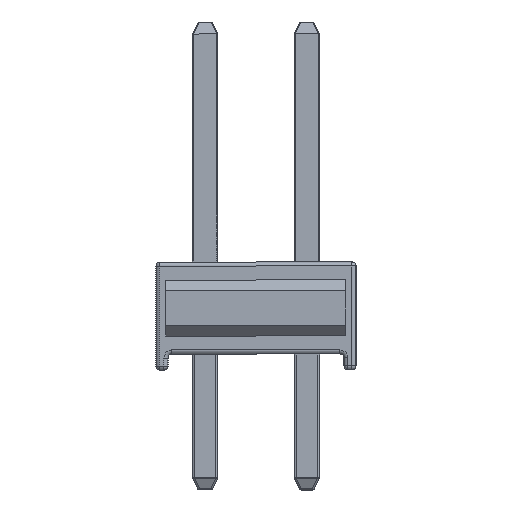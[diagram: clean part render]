
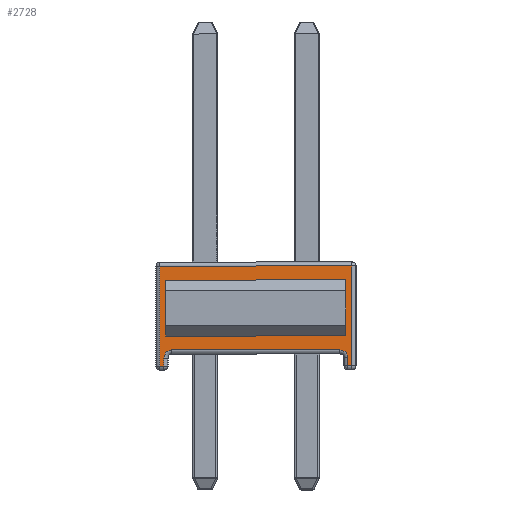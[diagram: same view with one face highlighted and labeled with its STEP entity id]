
A CAD part, left-side view. The second image highlights one B-rep face of the part: STEP entity #2728.
In plain terms, the highlighted planar face has unit normal (-1, 0, 0).
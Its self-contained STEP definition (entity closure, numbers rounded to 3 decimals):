
#287=CIRCLE('',#3084,0.2);
#288=CIRCLE('',#3085,0.2);
#540=FACE_OUTER_BOUND('',#720,.T.);
#720=EDGE_LOOP('',(#2347,#2348,#2349,#2350,#2351,#2352,#2353,#2354,#2355,
#2356));
#937=LINE('',#4720,#1145);
#938=LINE('',#4724,#1146);
#939=LINE('',#4726,#1147);
#940=LINE('',#4728,#1148);
#941=LINE('',#4730,#1149);
#942=LINE('',#4732,#1150);
#943=LINE('',#4734,#1151);
#944=LINE('',#4735,#1152);
#1145=VECTOR('',#3872,1000.);
#1146=VECTOR('',#3875,1000.);
#1147=VECTOR('',#3876,1000.);
#1148=VECTOR('',#3877,1000.);
#1149=VECTOR('',#3878,1000.);
#1150=VECTOR('',#3879,1000.);
#1151=VECTOR('',#3880,1000.);
#1152=VECTOR('',#3881,1000.);
#1355=VERTEX_POINT('',#4716);
#1356=VERTEX_POINT('',#4717);
#1357=VERTEX_POINT('',#4719);
#1358=VERTEX_POINT('',#4721);
#1359=VERTEX_POINT('',#4723);
#1360=VERTEX_POINT('',#4725);
#1361=VERTEX_POINT('',#4727);
#1362=VERTEX_POINT('',#4729);
#1363=VERTEX_POINT('',#4731);
#1364=VERTEX_POINT('',#4733);
#1687=EDGE_CURVE('',#1355,#1356,#287,.T.);
#1688=EDGE_CURVE('',#1355,#1357,#937,.T.);
#1689=EDGE_CURVE('',#1358,#1357,#288,.T.);
#1690=EDGE_CURVE('',#1358,#1359,#938,.T.);
#1691=EDGE_CURVE('',#1359,#1360,#939,.T.);
#1692=EDGE_CURVE('',#1360,#1361,#940,.T.);
#1693=EDGE_CURVE('',#1361,#1362,#941,.T.);
#1694=EDGE_CURVE('',#1362,#1363,#942,.T.);
#1695=EDGE_CURVE('',#1363,#1364,#943,.T.);
#1696=EDGE_CURVE('',#1364,#1356,#944,.T.);
#2347=ORIENTED_EDGE('',*,*,#1687,.F.);
#2348=ORIENTED_EDGE('',*,*,#1688,.T.);
#2349=ORIENTED_EDGE('',*,*,#1689,.F.);
#2350=ORIENTED_EDGE('',*,*,#1690,.T.);
#2351=ORIENTED_EDGE('',*,*,#1691,.T.);
#2352=ORIENTED_EDGE('',*,*,#1692,.T.);
#2353=ORIENTED_EDGE('',*,*,#1693,.T.);
#2354=ORIENTED_EDGE('',*,*,#1694,.T.);
#2355=ORIENTED_EDGE('',*,*,#1695,.T.);
#2356=ORIENTED_EDGE('',*,*,#1696,.T.);
#2588=PLANE('',#3083);
#2728=ADVANCED_FACE('',(#540),#2588,.T.);
#3083=AXIS2_PLACEMENT_3D('',#4715,#3868,#3869);
#3084=AXIS2_PLACEMENT_3D('',#4718,#3870,#3871);
#3085=AXIS2_PLACEMENT_3D('',#4722,#3873,#3874);
#3868=DIRECTION('center_axis',(-1.,0.,0.));
#3869=DIRECTION('ref_axis',(0.,0.,1.));
#3870=DIRECTION('center_axis',(-1.,0.,0.));
#3871=DIRECTION('ref_axis',(0.,0.,1.));
#3872=DIRECTION('',(0.,0.,1.));
#3873=DIRECTION('center_axis',(-1.,0.,0.));
#3874=DIRECTION('ref_axis',(0.,0.,1.));
#3875=DIRECTION('',(0.,-1.,0.));
#3876=DIRECTION('',(0.,0.,1.));
#3877=DIRECTION('',(0.,1.,0.));
#3878=DIRECTION('',(0.,0.,-1.));
#3879=DIRECTION('',(0.,-1.,0.));
#3880=DIRECTION('',(0.,0.,1.));
#3881=DIRECTION('',(0.,1.,0.));
#4715=CARTESIAN_POINT('Origin',(-1.,-2.3,-2.5));
#4716=CARTESIAN_POINT('',(-1.,-2.2,-2.1));
#4717=CARTESIAN_POINT('',(-1.,-2.4,-2.3));
#4718=CARTESIAN_POINT('Origin',(-1.,-2.4,-2.1));
#4719=CARTESIAN_POINT('',(-1.,-2.2,2.1));
#4720=CARTESIAN_POINT('',(-1.,-2.2,2.2));
#4721=CARTESIAN_POINT('',(-1.,-2.4,2.3));
#4722=CARTESIAN_POINT('Origin',(-1.,-2.4,2.1));
#4723=CARTESIAN_POINT('',(-1.,-2.6,2.3));
#4724=CARTESIAN_POINT('',(-1.,-2.7,2.3));
#4725=CARTESIAN_POINT('',(-1.,-2.6,2.4));
#4726=CARTESIAN_POINT('',(-1.,-2.6,-2.5));
#4727=CARTESIAN_POINT('',(-1.,-0.1,2.4));
#4728=CARTESIAN_POINT('',(-1.,-2.3,2.4));
#4729=CARTESIAN_POINT('',(-1.,-0.1,-2.4));
#4730=CARTESIAN_POINT('',(-1.,-0.1,-2.5));
#4731=CARTESIAN_POINT('',(-1.,-2.6,-2.4));
#4732=CARTESIAN_POINT('',(-1.,-2.3,-2.4));
#4733=CARTESIAN_POINT('',(-1.,-2.6,-2.3));
#4734=CARTESIAN_POINT('',(-1.,-2.6,-2.5));
#4735=CARTESIAN_POINT('',(-1.,-2.3,-2.3));
